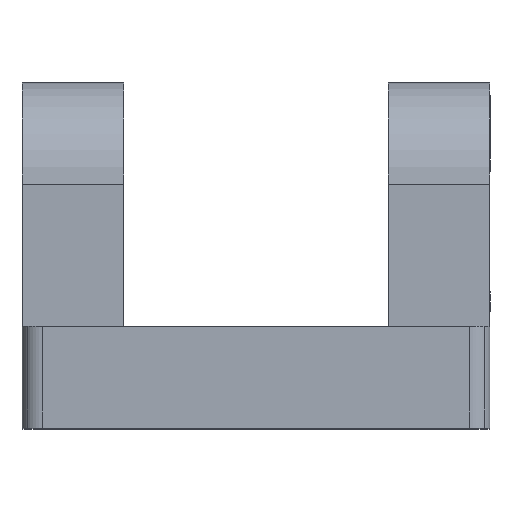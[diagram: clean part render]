
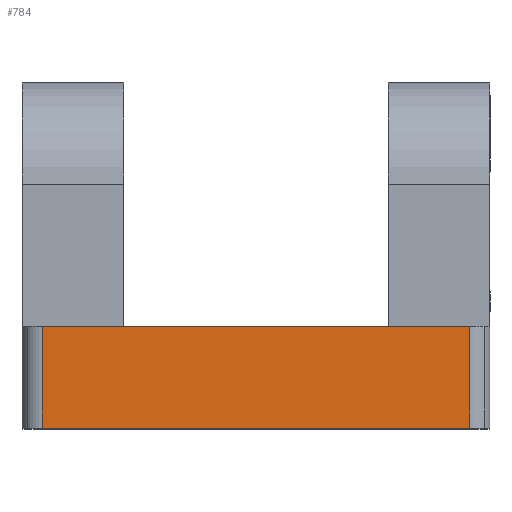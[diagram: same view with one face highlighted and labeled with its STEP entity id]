
A CAD part, top view. The second image highlights one B-rep face of the part: STEP entity #784.
In plain terms, the highlighted planar face has unit normal (0, 0, 1).
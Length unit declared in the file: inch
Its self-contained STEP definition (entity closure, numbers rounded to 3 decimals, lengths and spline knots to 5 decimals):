
#4 = EDGE_CURVE ( 'NONE', #1241, #1316, #885, .T. ) ;
#86 = CARTESIAN_POINT ( 'NONE',  ( 0.1378, 0., -0.85065 ) ) ;
#99 = LINE ( 'NONE', #492, #1027 ) ;
#165 = CARTESIAN_POINT ( 'NONE',  ( 0.17717, 0.19685, -0.85065 ) ) ;
#182 = CARTESIAN_POINT ( 'NONE',  ( 0.17717, 0., -0.85065 ) ) ;
#184 = EDGE_CURVE ( 'NONE', #754, #1316, #1306, .T. ) ;
#237 = FACE_OUTER_BOUND ( 'NONE', #1019, .T. ) ;
#250 = DIRECTION ( 'NONE',  ( 0., 1., 0. ) ) ;
#273 = ORIENTED_EDGE ( 'NONE', *, *, #184, .F. ) ;
#346 = DIRECTION ( 'NONE',  ( 1., 0., 0. ) ) ;
#489 = VECTOR ( 'NONE', #1436, 39.37008 ) ;
#492 = CARTESIAN_POINT ( 'NONE',  ( 0.17717, 0., -0.85065 ) ) ;
#558 = CARTESIAN_POINT ( 'NONE',  ( 0.1378, 0.19685, -0.85065 ) ) ;
#590 = ORIENTED_EDGE ( 'NONE', *, *, #4, .T. ) ;
#751 = DIRECTION ( 'NONE',  ( 0., 0., 1. ) ) ;
#754 = VERTEX_POINT ( 'NONE', #1277 ) ;
#784 = ADVANCED_FACE ( 'NONE', ( #237 ), #1023, .T. ) ;
#787 = CARTESIAN_POINT ( 'NONE',  ( 1.00394, 0., -0.85065 ) ) ;
#837 = EDGE_CURVE ( 'NONE', #1076, #754, #1170, .T. ) ;
#885 = LINE ( 'NONE', #86, #1070 ) ;
#888 = ORIENTED_EDGE ( 'NONE', *, *, #837, .F. ) ;
#909 = ORIENTED_EDGE ( 'NONE', *, *, #1014, .F. ) ;
#1014 = EDGE_CURVE ( 'NONE', #1241, #1076, #99, .T. ) ;
#1019 = EDGE_LOOP ( 'NONE', ( #909, #590, #273, #888 ) ) ;
#1023 = PLANE ( 'NONE',  #1394 ) ;
#1027 = VECTOR ( 'NONE', #250, 39.37008 ) ;
#1070 = VECTOR ( 'NONE', #1620, 39.37008 ) ;
#1076 = VERTEX_POINT ( 'NONE', #165 ) ;
#1158 = DIRECTION ( 'NONE',  ( 0., -1., 0. ) ) ;
#1170 = LINE ( 'NONE', #558, #489 ) ;
#1232 = VECTOR ( 'NONE', #1158, 39.37008 ) ;
#1241 = VERTEX_POINT ( 'NONE', #182 ) ;
#1277 = CARTESIAN_POINT ( 'NONE',  ( 1.00394, 0.19685, -0.85065 ) ) ;
#1284 = CARTESIAN_POINT ( 'NONE',  ( 0.1378, 0., -0.85065 ) ) ;
#1306 = LINE ( 'NONE', #787, #1232 ) ;
#1316 = VERTEX_POINT ( 'NONE', #1634 ) ;
#1394 = AXIS2_PLACEMENT_3D ( 'NONE', #1284, #751, #346 ) ;
#1436 = DIRECTION ( 'NONE',  ( 1., 0., 0. ) ) ;
#1620 = DIRECTION ( 'NONE',  ( 1., 0., 0. ) ) ;
#1634 = CARTESIAN_POINT ( 'NONE',  ( 1.00394, 0., -0.85065 ) ) ;
